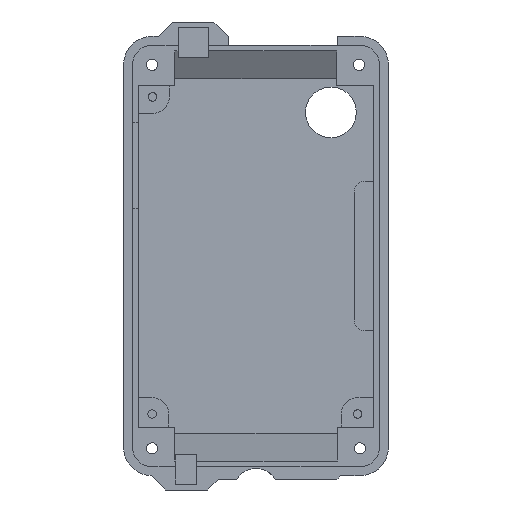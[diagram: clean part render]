
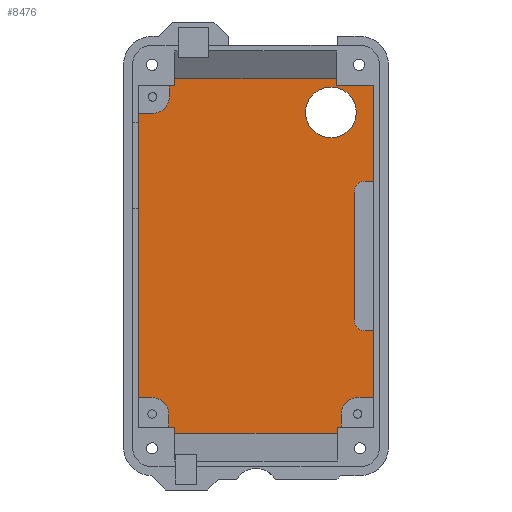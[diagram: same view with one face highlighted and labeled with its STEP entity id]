
A CAD part, front view. The second image highlights one B-rep face of the part: STEP entity #8476.
In plain terms, the highlighted planar face has unit normal (0, -1, 0).
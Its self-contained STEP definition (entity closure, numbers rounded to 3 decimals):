
#51=FACE_BOUND('',#1767,.T.);
#859=CIRCLE('',#8713,3.);
#860=CIRCLE('',#8714,2.);
#861=CIRCLE('',#8715,2.);
#862=CIRCLE('',#8716,3.);
#863=CIRCLE('',#8717,3.);
#864=CIRCLE('',#8718,4.5);
#1279=FACE_OUTER_BOUND('',#1766,.T.);
#1766=EDGE_LOOP('',(#7626,#7627,#7628,#7629,#7630,#7631,#7632,#7633,#7634,
#7635,#7636,#7637,#7638,#7639,#7640,#7641,#7642,#7643,#7644,#7645,#7646,
#7647,#7648,#7649,#7650,#7651,#7652));
#1767=EDGE_LOOP('',(#7653));
#2352=LINE('',#16366,#3067);
#2462=LINE('',#16595,#3177);
#2465=LINE('',#16600,#3180);
#2466=LINE('',#16603,#3181);
#2470=LINE('',#16610,#3185);
#2472=LINE('',#16615,#3187);
#2478=LINE('',#16628,#3193);
#2479=LINE('',#16630,#3194);
#2480=LINE('',#16634,#3195);
#2481=LINE('',#16636,#3196);
#2482=LINE('',#16638,#3197);
#2483=LINE('',#16642,#3198);
#2484=LINE('',#16646,#3199);
#2485=LINE('',#16648,#3200);
#2486=LINE('',#16649,#3201);
#2487=LINE('',#16651,#3202);
#2488=LINE('',#16653,#3203);
#2489=LINE('',#16655,#3204);
#2490=LINE('',#16658,#3205);
#2491=LINE('',#16660,#3206);
#2492=LINE('',#16664,#3207);
#2493=LINE('',#16665,#3208);
#3067=VECTOR('',#9558,10.);
#3177=VECTOR('',#9758,10.);
#3180=VECTOR('',#9763,10.);
#3181=VECTOR('',#9766,10.);
#3185=VECTOR('',#9772,10.);
#3187=VECTOR('',#9778,10.);
#3193=VECTOR('',#9794,10.);
#3194=VECTOR('',#9795,10.);
#3195=VECTOR('',#9798,10.);
#3196=VECTOR('',#9799,10.);
#3197=VECTOR('',#9800,10.);
#3198=VECTOR('',#9803,10.);
#3199=VECTOR('',#9806,10.);
#3200=VECTOR('',#9807,10.);
#3201=VECTOR('',#9808,10.);
#3202=VECTOR('',#9809,10.);
#3203=VECTOR('',#9810,10.);
#3204=VECTOR('',#9811,10.);
#3205=VECTOR('',#9814,10.);
#3206=VECTOR('',#9815,10.);
#3207=VECTOR('',#9818,10.);
#3208=VECTOR('',#9819,10.);
#3974=VERTEX_POINT('',#16363);
#3975=VERTEX_POINT('',#16365);
#4048=VERTEX_POINT('',#16592);
#4049=VERTEX_POINT('',#16594);
#4050=VERTEX_POINT('',#16598);
#4051=VERTEX_POINT('',#16602);
#4052=VERTEX_POINT('',#16606);
#4053=VERTEX_POINT('',#16608);
#4054=VERTEX_POINT('',#16614);
#4056=VERTEX_POINT('',#16627);
#4057=VERTEX_POINT('',#16629);
#4058=VERTEX_POINT('',#16631);
#4059=VERTEX_POINT('',#16633);
#4060=VERTEX_POINT('',#16635);
#4061=VERTEX_POINT('',#16637);
#4062=VERTEX_POINT('',#16639);
#4063=VERTEX_POINT('',#16641);
#4064=VERTEX_POINT('',#16643);
#4065=VERTEX_POINT('',#16645);
#4066=VERTEX_POINT('',#16647);
#4067=VERTEX_POINT('',#16650);
#4068=VERTEX_POINT('',#16652);
#4069=VERTEX_POINT('',#16654);
#4070=VERTEX_POINT('',#16656);
#4071=VERTEX_POINT('',#16659);
#4072=VERTEX_POINT('',#16661);
#4073=VERTEX_POINT('',#16663);
#4074=VERTEX_POINT('',#16666);
#5141=EDGE_CURVE('',#3974,#3975,#2352,.T.);
#5259=EDGE_CURVE('',#4049,#4048,#2462,.T.);
#5262=EDGE_CURVE('',#4048,#4050,#2465,.T.);
#5263=EDGE_CURVE('',#4051,#4049,#2466,.T.);
#5267=EDGE_CURVE('',#4052,#4053,#2470,.T.);
#5269=EDGE_CURVE('',#4054,#4052,#2472,.T.);
#5275=EDGE_CURVE('',#4050,#4056,#2478,.T.);
#5276=EDGE_CURVE('',#4056,#4057,#2479,.T.);
#5277=EDGE_CURVE('',#4057,#4058,#859,.T.);
#5278=EDGE_CURVE('',#4058,#4059,#2480,.T.);
#5279=EDGE_CURVE('',#4060,#4059,#2481,.T.);
#5280=EDGE_CURVE('',#4060,#4061,#2482,.T.);
#5281=EDGE_CURVE('',#4061,#4062,#860,.T.);
#5282=EDGE_CURVE('',#4062,#4063,#2483,.T.);
#5283=EDGE_CURVE('',#4063,#4064,#861,.T.);
#5284=EDGE_CURVE('',#4064,#4065,#2484,.T.);
#5285=EDGE_CURVE('',#4066,#4065,#2485,.T.);
#5286=EDGE_CURVE('',#4066,#4054,#2486,.T.);
#5287=EDGE_CURVE('',#4053,#4067,#2487,.T.);
#5288=EDGE_CURVE('',#4067,#4068,#2488,.T.);
#5289=EDGE_CURVE('',#4068,#4069,#2489,.T.);
#5290=EDGE_CURVE('',#4069,#4070,#862,.T.);
#5291=EDGE_CURVE('',#4070,#3975,#2490,.T.);
#5292=EDGE_CURVE('',#3974,#4071,#2491,.T.);
#5293=EDGE_CURVE('',#4071,#4072,#863,.T.);
#5294=EDGE_CURVE('',#4072,#4073,#2492,.T.);
#5295=EDGE_CURVE('',#4073,#4051,#2493,.T.);
#5296=EDGE_CURVE('',#4074,#4074,#864,.T.);
#7626=ORIENTED_EDGE('',*,*,#5259,.T.);
#7627=ORIENTED_EDGE('',*,*,#5262,.T.);
#7628=ORIENTED_EDGE('',*,*,#5275,.T.);
#7629=ORIENTED_EDGE('',*,*,#5276,.T.);
#7630=ORIENTED_EDGE('',*,*,#5277,.T.);
#7631=ORIENTED_EDGE('',*,*,#5278,.T.);
#7632=ORIENTED_EDGE('',*,*,#5279,.F.);
#7633=ORIENTED_EDGE('',*,*,#5280,.T.);
#7634=ORIENTED_EDGE('',*,*,#5281,.T.);
#7635=ORIENTED_EDGE('',*,*,#5282,.T.);
#7636=ORIENTED_EDGE('',*,*,#5283,.T.);
#7637=ORIENTED_EDGE('',*,*,#5284,.T.);
#7638=ORIENTED_EDGE('',*,*,#5285,.F.);
#7639=ORIENTED_EDGE('',*,*,#5286,.T.);
#7640=ORIENTED_EDGE('',*,*,#5269,.T.);
#7641=ORIENTED_EDGE('',*,*,#5267,.T.);
#7642=ORIENTED_EDGE('',*,*,#5287,.T.);
#7643=ORIENTED_EDGE('',*,*,#5288,.T.);
#7644=ORIENTED_EDGE('',*,*,#5289,.T.);
#7645=ORIENTED_EDGE('',*,*,#5290,.T.);
#7646=ORIENTED_EDGE('',*,*,#5291,.T.);
#7647=ORIENTED_EDGE('',*,*,#5141,.F.);
#7648=ORIENTED_EDGE('',*,*,#5292,.T.);
#7649=ORIENTED_EDGE('',*,*,#5293,.T.);
#7650=ORIENTED_EDGE('',*,*,#5294,.T.);
#7651=ORIENTED_EDGE('',*,*,#5295,.T.);
#7652=ORIENTED_EDGE('',*,*,#5263,.T.);
#7653=ORIENTED_EDGE('',*,*,#5296,.T.);
#8046=PLANE('',#8712);
#8476=ADVANCED_FACE('',(#1279,#51),#8046,.F.);
#8712=AXIS2_PLACEMENT_3D('',#16626,#9792,#9793);
#8713=AXIS2_PLACEMENT_3D('',#16632,#9796,#9797);
#8714=AXIS2_PLACEMENT_3D('',#16640,#9801,#9802);
#8715=AXIS2_PLACEMENT_3D('',#16644,#9804,#9805);
#8716=AXIS2_PLACEMENT_3D('',#16657,#9812,#9813);
#8717=AXIS2_PLACEMENT_3D('',#16662,#9816,#9817);
#8718=AXIS2_PLACEMENT_3D('',#16667,#9820,#9821);
#9558=DIRECTION('',(0.,0.,1.));
#9758=DIRECTION('',(1.,0.,0.));
#9763=DIRECTION('',(0.,0.,1.));
#9766=DIRECTION('',(0.,0.,-1.));
#9772=DIRECTION('',(-1.,0.,0.));
#9778=DIRECTION('',(0.,0.,1.));
#9792=DIRECTION('center_axis',(0.,1.,0.));
#9793=DIRECTION('ref_axis',(-1.,0.,0.));
#9794=DIRECTION('',(1.,0.,0.));
#9795=DIRECTION('',(0.,0.,1.));
#9796=DIRECTION('center_axis',(0.,1.,0.));
#9797=DIRECTION('ref_axis',(0.,0.,
1.));
#9798=DIRECTION('',(1.,0.,0.));
#9799=DIRECTION('',(0.,0.,-1.));
#9800=DIRECTION('',(-1.,0.,0.));
#9801=DIRECTION('center_axis',(0.,1.,0.));
#9802=DIRECTION('ref_axis',(-1.,0.,0.));
#9803=DIRECTION('',(0.,0.,1.));
#9804=DIRECTION('center_axis',(0.,1.,0.));
#9805=DIRECTION('ref_axis',(0.,0.,
1.));
#9806=DIRECTION('',(1.,0.,0.));
#9807=DIRECTION('',(0.,0.,-1.));
#9808=DIRECTION('',(-1.,0.,0.));
#9809=DIRECTION('',(0.,0.,-1.));
#9810=DIRECTION('',(-1.,0.,0.));
#9811=DIRECTION('',(0.,0.,-1.));
#9812=DIRECTION('center_axis',(0.,1.,0.));
#9813=DIRECTION('ref_axis',(0.,0.,
-1.));
#9814=DIRECTION('',(-1.,0.,0.));
#9815=DIRECTION('',(1.,0.,0.));
#9816=DIRECTION('center_axis',(0.,1.,0.));
#9817=DIRECTION('ref_axis',(1.,0.,0.));
#9818=DIRECTION('',(0.,0.,-1.));
#9819=DIRECTION('',(1.,0.,0.));
#9820=DIRECTION('center_axis',(0.,1.,0.));
#9821=DIRECTION('ref_axis',(1.,0.,0.));
#16363=CARTESIAN_POINT('',(2.1,32.55,-25.1));
#16365=CARTESIAN_POINT('',(2.1,32.55,25.3));
#16366=CARTESIAN_POINT('',(2.1,32.55,17.));
#16592=CARTESIAN_POINT('',(37.45,32.55,-31.5));
#16594=CARTESIAN_POINT('',(8.55,32.55,-31.5));
#16595=CARTESIAN_POINT('',(23.,32.55,-31.5));
#16598=CARTESIAN_POINT('',(37.45,32.55,-30.4));
#16600=CARTESIAN_POINT('',(37.45,32.55,-15.2));
#16602=CARTESIAN_POINT('',(8.55,32.55,-30.4));
#16603=CARTESIAN_POINT('',(8.55,32.55,-18.2));
#16606=CARTESIAN_POINT('',(37.3,32.55,31.5));
#16608=CARTESIAN_POINT('',(8.55,32.55,31.5));
#16610=CARTESIAN_POINT('',(23.,32.55,31.5));
#16614=CARTESIAN_POINT('',(37.3,32.55,30.2));
#16615=CARTESIAN_POINT('',(37.3,32.55,18.2));
#16626=CARTESIAN_POINT('Origin',(23.,32.55,0.));
#16627=CARTESIAN_POINT('',(38.1,32.55,-30.4));
#16628=CARTESIAN_POINT('',(33.45,32.55,-30.4));
#16629=CARTESIAN_POINT('',(38.1,32.55,-28.1));
#16630=CARTESIAN_POINT('',(38.1,32.55,-14.05));
#16631=CARTESIAN_POINT('',(41.1,32.55,-25.1));
#16632=CARTESIAN_POINT('Origin',(41.1,32.55,-28.1));
#16633=CARTESIAN_POINT('',(43.9,32.55,-25.1));
#16634=CARTESIAN_POINT('',(33.45,32.55,-25.1));
#16635=CARTESIAN_POINT('',(43.9,32.55,-13.3));
#16636=CARTESIAN_POINT('',(43.9,32.55,-17.));
#16637=CARTESIAN_POINT('',(42.4,32.55,-13.3));
#16638=CARTESIAN_POINT('',(32.7,32.55,-13.3));
#16639=CARTESIAN_POINT('',(40.4,32.55,-11.3));
#16640=CARTESIAN_POINT('Origin',(42.4,32.55,-11.3));
#16641=CARTESIAN_POINT('',(40.4,32.55,11.3));
#16642=CARTESIAN_POINT('',(40.4,32.55,5.65));
#16643=CARTESIAN_POINT('',(42.4,32.55,13.3));
#16644=CARTESIAN_POINT('Origin',(42.4,32.55,11.3));
#16645=CARTESIAN_POINT('',(43.9,32.55,13.3));
#16646=CARTESIAN_POINT('',(33.45,32.55,13.3));
#16647=CARTESIAN_POINT('',(43.9,32.55,30.2));
#16648=CARTESIAN_POINT('',(43.9,32.55,-17.));
#16649=CARTESIAN_POINT('',(30.15,32.55,30.2));
#16650=CARTESIAN_POINT('',(8.55,32.55,30.2));
#16651=CARTESIAN_POINT('',(8.55,32.55,15.1));
#16652=CARTESIAN_POINT('',(7.6,32.55,30.2));
#16653=CARTESIAN_POINT('',(12.55,32.55,30.2));
#16654=CARTESIAN_POINT('',(7.6,32.55,28.3));
#16655=CARTESIAN_POINT('',(7.6,32.55,14.15));
#16656=CARTESIAN_POINT('',(4.6,32.55,25.3));
#16657=CARTESIAN_POINT('Origin',(4.6,32.55,28.3));
#16658=CARTESIAN_POINT('',(12.55,32.55,25.3));
#16659=CARTESIAN_POINT('',(4.5,32.55,-25.1));
#16660=CARTESIAN_POINT('',(13.75,32.55,-25.1));
#16661=CARTESIAN_POINT('',(7.5,32.55,-28.1));
#16662=CARTESIAN_POINT('Origin',(4.5,32.55,-28.1));
#16663=CARTESIAN_POINT('',(7.5,32.55,-30.4));
#16664=CARTESIAN_POINT('',(7.5,32.55,-15.2));
#16665=CARTESIAN_POINT('',(15.775,32.55,-30.4));
#16666=CARTESIAN_POINT('',(31.8,32.55,25.5));
#16667=CARTESIAN_POINT('Origin',(36.3,32.55,25.5));
